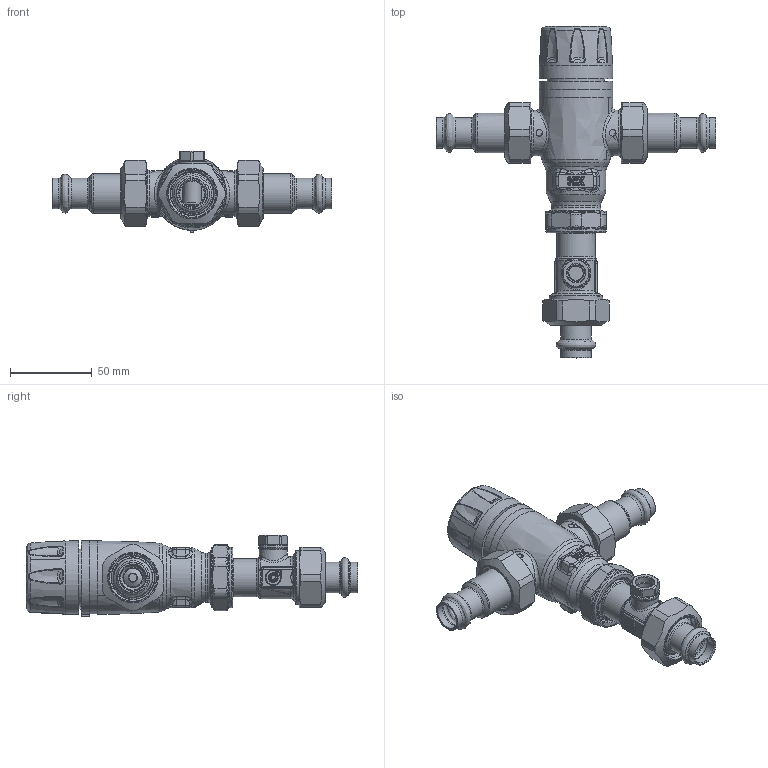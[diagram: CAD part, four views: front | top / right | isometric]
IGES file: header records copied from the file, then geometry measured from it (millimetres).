
Global section: file name: 521416AC; native system: Autodesk Inventor 2024; preprocessor: unknown; author: ischreiner; date: 20250625.091916; units: inch
Bounding box: 171.55 x 203.53 x 49.95 mm (x, y, z)
Volume: 253955.8 mm3; surface area: 78858.9 mm2
Topology: 14 solids, 14 shells, 2365 faces, 5854 edges, 3441 vertices
Faces by surface type: bspline 2365
